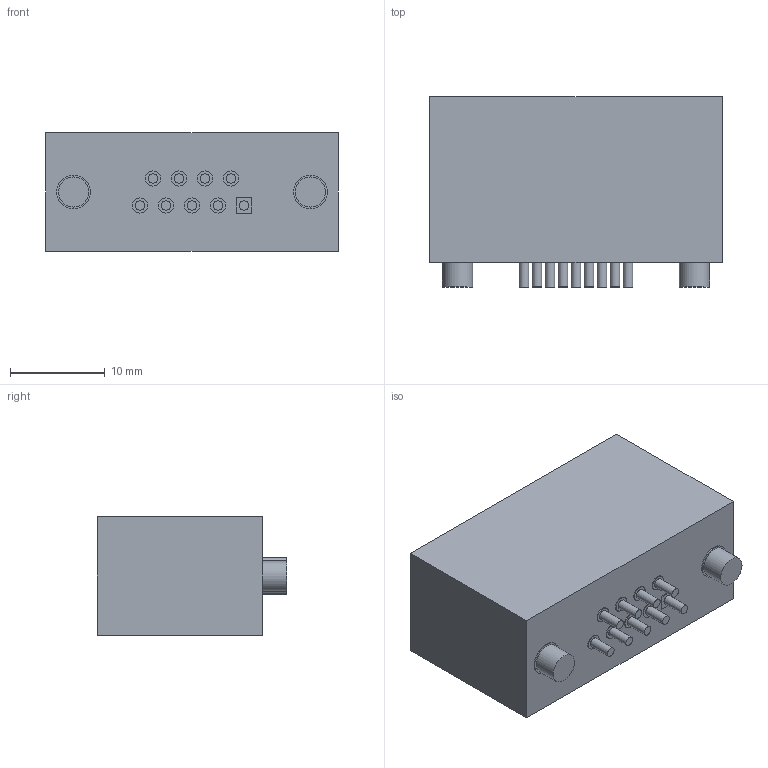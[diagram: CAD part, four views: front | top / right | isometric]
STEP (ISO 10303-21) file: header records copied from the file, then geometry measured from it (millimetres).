
FILE_DESCRIPTION(('STEP AP214'), '1');
FILE_NAME('DB0S274P0X2_3081X2499X1750.step', '2023-11-14T16:37:37', (''), (''), 'EMA Design Automation', 'LibraryBuilder', '');
FILE_SCHEMA(('AUTOMOTIVE_DESIGN'));
Length unit declared in the file: millimetre
Products named in the file (1): DB0S274P0X2_3081X2499X1750
Bounding box: 30.81 x 20.04 x 12.55 mm (x, y, z)
Volume: 6797.1 mm3; surface area: 2535.5 mm2
Topology: 23 solids, 23 shells, 75 faces, 87 edges, 58 vertices
Faces by surface type: plane 54, cylinder 21
Full cylindrical faces by diameter (mm): 1 x9, 1.6 x8, 3.18 x2, 3.58 x2
Entity records: 1560 total; most frequent: DIRECTION 306, CARTESIAN_POINT 223, AXIS2_PLACEMENT_3D 141, ORIENTED_EDGE 132, EDGE_LOOP 96, FACE_OUTER_BOUND 75, ADVANCED_FACE 75, EDGE_CURVE 66
